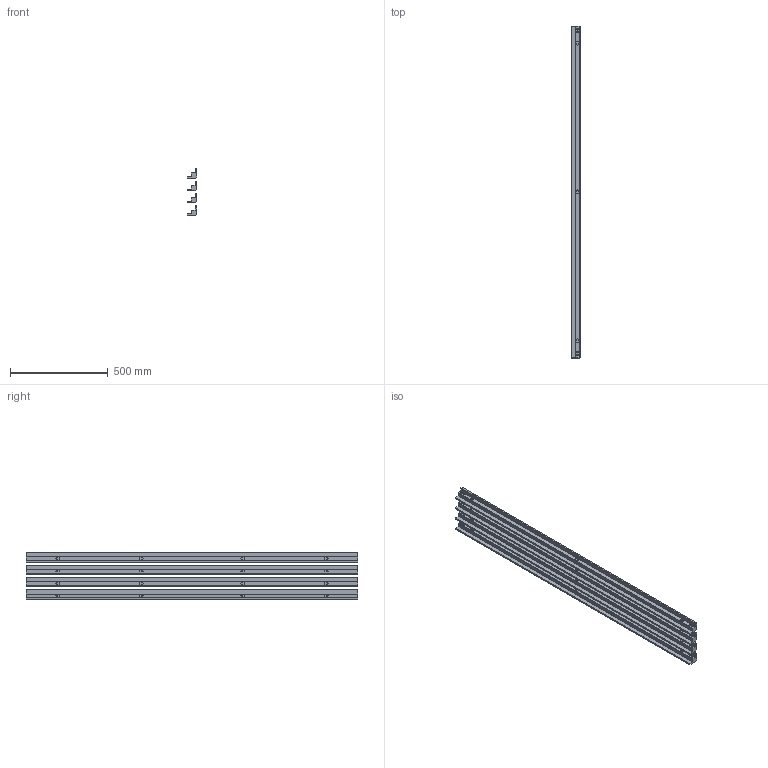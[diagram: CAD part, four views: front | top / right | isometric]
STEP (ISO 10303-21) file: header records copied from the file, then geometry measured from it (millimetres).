
FILE_DESCRIPTION (( 'STEP AP214' ), '1' );
FILE_NAME ('MTK180-4.STEP', '2021-06-29T13:46:51', ( '' ), ( '' ), 'SwSTEP 2.0', 'SolidWorks 2021', '' );
FILE_SCHEMA (( 'AUTOMOTIVE_DESIGN' ));
Length unit declared in the file: inch
Products named in the file (1): MTK180-4
Bounding box: 48.5 x 1696 x 239 mm (x, y, z)
Volume: 7064703.4 mm3; surface area: 1343937.4 mm2
Topology: 4 solids, 4 shells, 4040 faces, 8604 edges, 5736 vertices
Faces by surface type: plane 3432, cylinder 608
Full cylindrical faces by diameter (mm): 0.25 x56, 4.25 x536, 9 x16
Entity records: 104617 total; most frequent: CARTESIAN_POINT 17773, DIRECTION 17294, ORIENTED_EDGE 15992, EDGE_CURVE 7996, VECTOR 6780, LINE 6780, EDGE_LOOP 5812, VERTEX_POINT 5736
